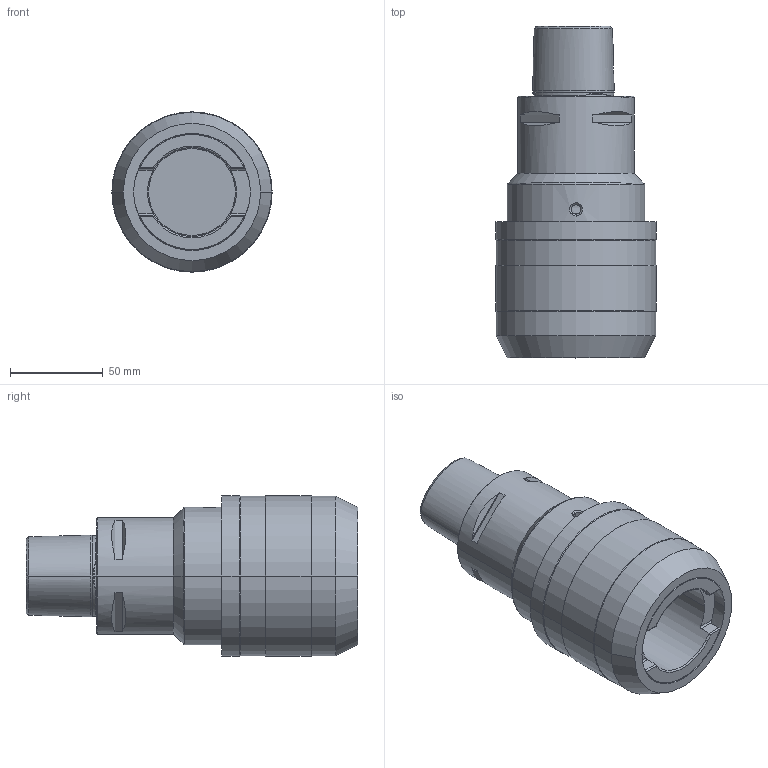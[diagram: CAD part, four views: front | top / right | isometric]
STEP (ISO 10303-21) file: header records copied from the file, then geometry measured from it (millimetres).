
FILE_DESCRIPTION((''),'2;1');
FILE_NAME('34800-C63','2019-11-11T12:03:05',('046'),(''),'CREO PARAMETRIC BY PTC INC, 2018500','CREO PARAMETRIC BY PTC INC, 2018500','');
FILE_SCHEMA(('CONFIG_CONTROL_DESIGN'));
Length unit declared in the file: millimetre
Products named in the file (1): 34800-C63
Bounding box: 86.5 x 179 x 86.5 mm (x, y, z)
Volume: 581601 mm3; surface area: 62777.9 mm2
Topology: 1 solids, 1 shells, 164 faces, 398 edges, 238 vertices
Faces by surface type: plane 55, cone 40, cylinder 39, torus 16, bspline 14
Entity records: 8013 total; most frequent: CARTESIAN_POINT 4272, ORIENTED_EDGE 788, DIRECTION 753, EDGE_CURVE 394, AXIS2_PLACEMENT_3D 299, VERTEX_POINT 238, EDGE_LOOP 176, FACE_OUTER_BOUND 164
